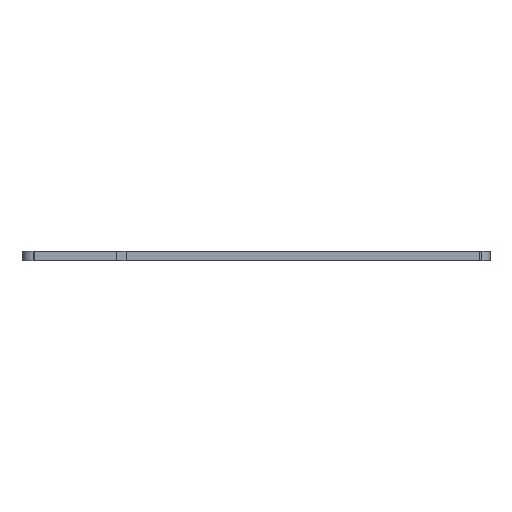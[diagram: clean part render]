
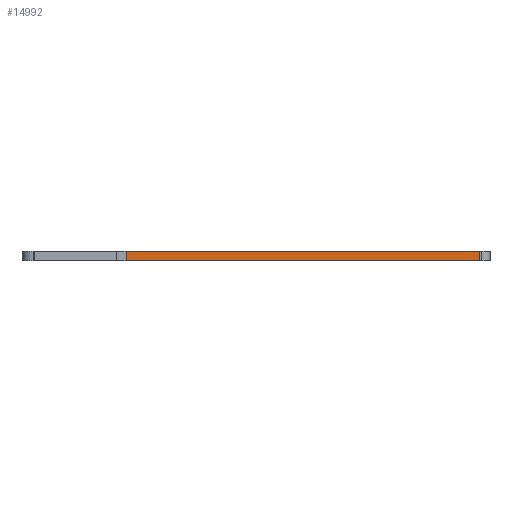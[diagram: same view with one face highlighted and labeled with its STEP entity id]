
A CAD part, front view. The second image highlights one B-rep face of the part: STEP entity #14992.
In plain terms, the highlighted planar face has unit normal (0, -1, 0).
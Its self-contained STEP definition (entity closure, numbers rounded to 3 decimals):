
#245 = VERTEX_POINT('',#246);
#246 = CARTESIAN_POINT('',(129.784,-125.476,0.));
#252 = EDGE_CURVE('',#253,#245,#255,.T.);
#253 = VERTEX_POINT('',#254);
#254 = CARTESIAN_POINT('',(192.649,-125.476,0.));
#255 = LINE('',#256,#257);
#256 = CARTESIAN_POINT('',(192.649,-125.476,0.));
#257 = VECTOR('',#258,1.);
#258 = DIRECTION('',(-1.,0.,0.));
#7544 = VERTEX_POINT('',#7545);
#7545 = CARTESIAN_POINT('',(129.784,-125.476,1.606));
#7551 = EDGE_CURVE('',#7552,#7544,#7554,.T.);
#7552 = VERTEX_POINT('',#7553);
#7553 = CARTESIAN_POINT('',(192.649,-125.476,1.606));
#7554 = LINE('',#7555,#7556);
#7555 = CARTESIAN_POINT('',(192.649,-125.476,1.606));
#7556 = VECTOR('',#7557,1.);
#7557 = DIRECTION('',(-1.,0.,0.));
#14964 = EDGE_CURVE('',#253,#7552,#14965,.T.);
#14965 = LINE('',#14966,#14967);
#14966 = CARTESIAN_POINT('',(192.649,-125.476,0.));
#14967 = VECTOR('',#14968,1.);
#14968 = DIRECTION('',(0.,0.,1.));
#14992 = ADVANCED_FACE('',(#14993),#15004,.T.);
#14993 = FACE_BOUND('',#14994,.T.);
#14994 = EDGE_LOOP('',(#14995,#14996,#14997,#15003));
#14995 = ORIENTED_EDGE('',*,*,#14964,.T.);
#14996 = ORIENTED_EDGE('',*,*,#7551,.T.);
#14997 = ORIENTED_EDGE('',*,*,#14998,.F.);
#14998 = EDGE_CURVE('',#245,#7544,#14999,.T.);
#14999 = LINE('',#15000,#15001);
#15000 = CARTESIAN_POINT('',(129.784,-125.476,0.));
#15001 = VECTOR('',#15002,1.);
#15002 = DIRECTION('',(0.,0.,1.));
#15003 = ORIENTED_EDGE('',*,*,#252,.F.);
#15004 = PLANE('',#15005);
#15005 = AXIS2_PLACEMENT_3D('',#15006,#15007,#15008);
#15006 = CARTESIAN_POINT('',(192.649,-125.476,0.));
#15007 = DIRECTION('',(0.,-1.,0.));
#15008 = DIRECTION('',(-1.,0.,0.));
